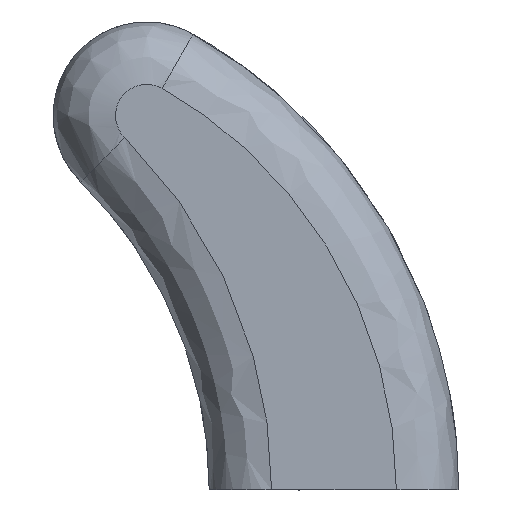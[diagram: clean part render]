
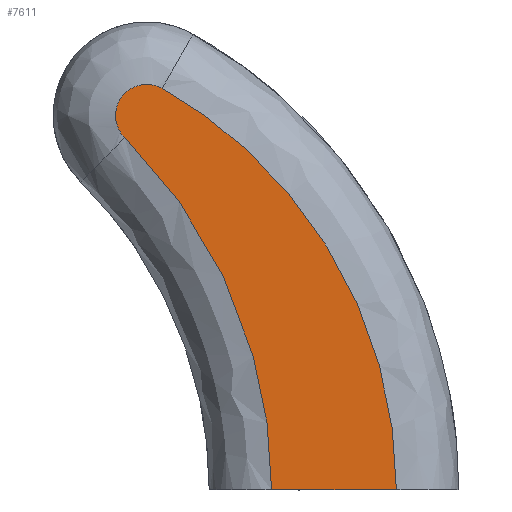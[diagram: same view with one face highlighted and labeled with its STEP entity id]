
A CAD part, left-side view. The second image highlights one B-rep face of the part: STEP entity #7611.
In plain terms, the highlighted free-form (B-spline) face has degree [1, 1] with [2, 2] control points.
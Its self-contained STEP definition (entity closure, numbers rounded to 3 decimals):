
#7410=CARTESIAN_POINT('',(-25.0,37.539,54.352));
#7411=VERTEX_POINT('',#7410);
#7427=CARTESIAN_POINT('',(-25.0,43.521,46.45));
#7428=VERTEX_POINT('',#7427);
#7442=CARTESIAN_POINT('',(-25.0,37.539,54.352));
#7443=CARTESIAN_POINT('',(-25.,37.962,54.592));
#7444=CARTESIAN_POINT('',(-25.,38.668,54.864));
#7445=CARTESIAN_POINT('',(-25.,39.82,55.032));
#7446=CARTESIAN_POINT('',(-25.0,40.837,54.972));
#7447=CARTESIAN_POINT('',(-25.,42.102,54.605));
#7448=CARTESIAN_POINT('',(-25.,43.33,53.848));
#7449=CARTESIAN_POINT('',(-25.,44.226,52.769));
#7450=CARTESIAN_POINT('',(-25.,44.744,51.684));
#7451=CARTESIAN_POINT('',(-25.,45.017,50.587));
#7452=CARTESIAN_POINT('',(-25.,45.013,49.152));
#7453=CARTESIAN_POINT('',(-25.,44.525,47.67));
#7454=CARTESIAN_POINT('',(-25.,43.866,46.792));
#7455=CARTESIAN_POINT('',(-25.0,43.521,46.45));
#7456=B_SPLINE_CURVE_WITH_KNOTS('',3,(#7442,#7443,#7444,#7445,#7446,#7447,#7448,#7449,#7450,#7451,#7452,#7453,#7454,#7455),.UNSPECIFIED.,.F.,.U.,(4,1,1,1,1,1,1,1,1,1,1,4),(0.,1.46,2.246,3.482,4.492,6.177,7.749,8.648,9.771,11.119,12.915,14.375),.UNSPECIFIED.);
#7457=EDGE_CURVE('',#7411,#7428,#7456,.T.);
#7479=CARTESIAN_POINT('',(-25.0,20.0,-10.));
#7480=VERTEX_POINT('',#7479);
#7494=CARTESIAN_POINT('',(-25.0,43.521,46.45));
#7495=CARTESIAN_POINT('',(-25.,20.,23.125));
#7496=CARTESIAN_POINT('',(-25.0,20.0,-10.));
#7504=(BOUNDED_CURVE()B_SPLINE_CURVE(2,(#7494,#7495,#7496),.UNSPECIFIED.,.F.,.U.)CURVE()GEOMETRIC_REPRESENTATION_ITEM()QUASI_UNIFORM_CURVE()RATIONAL_B_SPLINE_CURVE((1.0,0.923,1.0))REPRESENTATION_ITEM(''));
#7505=EDGE_CURVE('',#7428,#7480,#7504,.T.);
#7533=CARTESIAN_POINT('',(-25.0,0.,-10.));
#7534=VERTEX_POINT('',#7533);
#7564=CARTESIAN_POINT('',(-25.0,0.0,-10.));
#7565=CARTESIAN_POINT('',(-25.,0.0,33.125));
#7566=CARTESIAN_POINT('',(-25.0,37.539,54.352));
#7574=(BOUNDED_CURVE()B_SPLINE_CURVE(2,(#7564,#7565,#7566),.UNSPECIFIED.,.F.,.U.)CURVE()GEOMETRIC_REPRESENTATION_ITEM()QUASI_UNIFORM_CURVE()RATIONAL_B_SPLINE_CURVE((1.0,0.864,1.0))REPRESENTATION_ITEM(''));
#7575=EDGE_CURVE('',#7534,#7411,#7574,.T.);
#7596=CARTESIAN_POINT('',(-25.0,47.246,58.243));
#7597=CARTESIAN_POINT('',(-25.0,-2.248,58.243));
#7598=CARTESIAN_POINT('',(-25.0,47.246,-13.247));
#7599=CARTESIAN_POINT('',(-25.0,-2.248,-13.247));
#7600=B_SPLINE_SURFACE_WITH_KNOTS('',1,1,((#7596,#7598),(#7597,#7599)),.UNSPECIFIED.,.F.,.F.,.U.,(2,2),(2,2),(0.0,49.494),(0.0,71.49),.UNSPECIFIED.);
#7601=ORIENTED_EDGE('',*,*,#7457,.T.);
#7602=ORIENTED_EDGE('',*,*,#7505,.T.);
#7603=CARTESIAN_POINT('',(-25.0,20.0,-10.));
#7604=CARTESIAN_POINT('',(-25.0,0.,-10.));
#7605=QUASI_UNIFORM_CURVE('',1,(#7603,#7604),.UNSPECIFIED.,.F.,.U.);
#7606=EDGE_CURVE('',#7480,#7534,#7605,.T.);
#7607=ORIENTED_EDGE('',*,*,#7606,.T.);
#7608=ORIENTED_EDGE('',*,*,#7575,.T.);
#7609=EDGE_LOOP('',(#7601,#7602,#7607,#7608));
#7610=FACE_OUTER_BOUND('',#7609,.T.);
#7611=ADVANCED_FACE('',(#7610),#7600,.F.);
